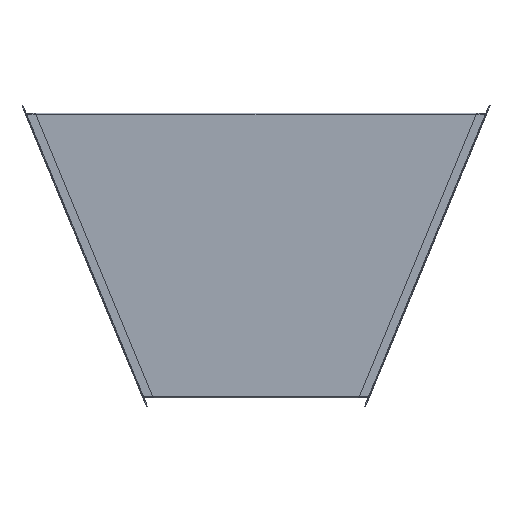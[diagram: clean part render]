
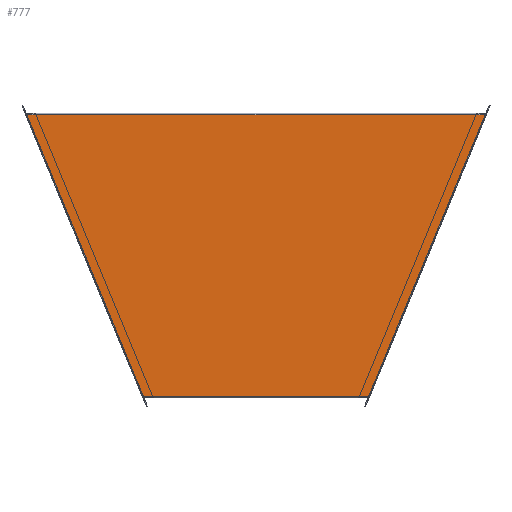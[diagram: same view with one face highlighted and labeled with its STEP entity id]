
A CAD part, front view. The second image highlights one B-rep face of the part: STEP entity #777.
In plain terms, the highlighted planar face has unit normal (0, -1, 0).
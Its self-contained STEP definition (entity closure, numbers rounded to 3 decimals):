
#777=ADVANCED_FACE('',(#4917),#4919,.T.);
#4917=FACE_BOUND('',#4918,.T.);
#4918=EDGE_LOOP('',(#8815,#8816,#8817,#8818,#8819,#8820));
#4919=PLANE('',#4920);
#4920=AXIS2_PLACEMENT_3D('',#4921,#4922,#4923);
#4921=CARTESIAN_POINT('',(-600.,0.,597.521));
#4922=DIRECTION('',(0.,-1.,0.));
#4923=DIRECTION('',(0.,0.,-1.));
#8815=ORIENTED_EDGE('',*,*,#11629,.F.);
#8816=ORIENTED_EDGE('',*,*,#11674,.T.);
#8817=ORIENTED_EDGE('',*,*,#11675,.F.);
#8818=ORIENTED_EDGE('',*,*,#11676,.T.);
#8819=ORIENTED_EDGE('',*,*,#11639,.F.);
#8820=ORIENTED_EDGE('',*,*,#11677,.T.);
#11629=EDGE_CURVE('',#13228,#13230,#13231,.F.);
#11639=EDGE_CURVE('',#13245,#13247,#13248,.T.);
#11674=EDGE_CURVE('',#13228,#13304,#13305,.T.);
#11675=EDGE_CURVE('',#13306,#13304,#13307,.T.);
#11676=EDGE_CURVE('',#13306,#13247,#13308,.F.);
#11677=EDGE_CURVE('',#13245,#13230,#13309,.F.);
#13228=VERTEX_POINT('',#16017);
#13230=VERTEX_POINT('',#16021);
#13231=LINE('',#16022,#16023);
#13245=VERTEX_POINT('',#16054);
#13247=VERTEX_POINT('',#16059);
#13248=LINE('',#16060,#16061);
#13304=VERTEX_POINT('',#16199);
#13305=LINE('',#16200,#16201);
#13306=VERTEX_POINT('',#16203);
#13307=LINE('',#16204,#16205);
#13308=LINE('',#16207,#16208);
#13309=LINE('',#16210,#16211);
#16017=CARTESIAN_POINT('',(-216.522,0.,3.));
#16021=CARTESIAN_POINT('',(-237.243,0.,3.));
#16022=CARTESIAN_POINT('',(-237.243,0.,3.));
#16023=VECTOR('',#16024,1.);
#16024=DIRECTION('',(1.,0.,0.));
#16054=CARTESIAN_POINT('',(-483.501,0.,597.521));
#16059=CARTESIAN_POINT('',(483.501,0.,597.521));
#16060=CARTESIAN_POINT('',(-483.501,0.,597.521));
#16061=VECTOR('',#16062,1.);
#16062=DIRECTION('',(1.,0.,0.));
#16199=CARTESIAN_POINT('',(216.522,0.,3.));
#16200=CARTESIAN_POINT('',(-216.522,0.,3.));
#16201=VECTOR('',#16202,1.);
#16202=DIRECTION('',(1.,0.,0.));
#16203=CARTESIAN_POINT('',(237.243,0.,3.));
#16204=CARTESIAN_POINT('',(237.243,0.,3.));
#16205=VECTOR('',#16206,1.);
#16206=DIRECTION('',(-1.,0.,0.));
#16207=CARTESIAN_POINT('',(483.501,0.,597.521));
#16208=VECTOR('',#16209,1.);
#16209=DIRECTION('',(-0.383,0.,-0.924));
#16210=CARTESIAN_POINT('',(-237.243,0.,3.));
#16211=VECTOR('',#16212,1.);
#16212=DIRECTION('',(-0.383,0.,0.924));
